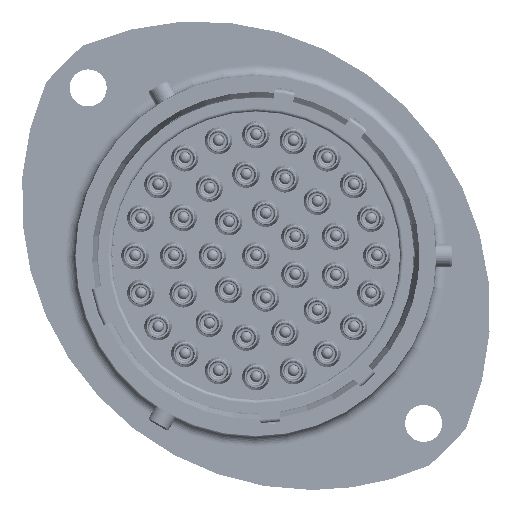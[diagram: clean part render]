
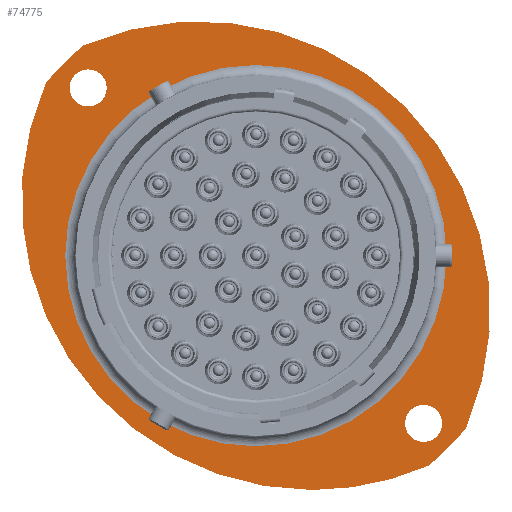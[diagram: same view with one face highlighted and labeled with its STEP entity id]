
A CAD part, left-side view. The second image highlights one B-rep face of the part: STEP entity #74775.
In plain terms, the highlighted planar face has unit normal (-1, 0, 0).
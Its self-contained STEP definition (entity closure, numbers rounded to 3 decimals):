
#841 = DIRECTION ( 'NONE',  ( -1., 0., 0. ) ) ;
#1249 = CIRCLE ( 'NONE', #88130, 1.625 ) ;
#1776 = AXIS2_PLACEMENT_3D ( 'NONE', #70791, #51765, #97839 ) ;
#4415 = CIRCLE ( 'NONE', #93237, 16.72 ) ;
#5160 = DIRECTION ( 'NONE',  ( 0., 0., -1. ) ) ;
#5582 = DIRECTION ( 'NONE',  ( -1., 0., 0. ) ) ;
#7018 = DIRECTION ( 'NONE',  ( 0., 0., 1. ) ) ;
#7514 = EDGE_CURVE ( 'NONE', #101346, #87082, #1249, .T. ) ;
#9107 = CARTESIAN_POINT ( 'NONE',  ( 4.955, 23.057, 18.465 ) ) ;
#11340 = VERTEX_POINT ( 'NONE', #116689 ) ;
#11551 = DIRECTION ( 'NONE',  ( 0., 0., -1. ) ) ;
#12472 = VERTEX_POINT ( 'NONE', #50852 ) ;
#13010 = CIRCLE ( 'NONE', #107965, 25.5 ) ;
#13906 = ORIENTED_EDGE ( 'NONE', *, *, #73970, .T. ) ;
#17098 = DIRECTION ( 'NONE',  ( -1., 0., 0. ) ) ;
#17667 = AXIS2_PLACEMENT_3D ( 'NONE', #57116, #28021, #66001 ) ;
#20479 = CIRCLE ( 'NONE', #109385, 25.5 ) ;
#22882 = FACE_BOUND ( 'NONE', #105364, .T. ) ;
#23493 = VERTEX_POINT ( 'NONE', #65983 ) ;
#23502 = PLANE ( 'NONE',  #68336 ) ;
#24160 = ORIENTED_EDGE ( 'NONE', *, *, #7514, .F. ) ;
#24493 = DIRECTION ( 'NONE',  ( 1., 0., 0. ) ) ;
#24529 = EDGE_CURVE ( 'NONE', #23493, #11340, #59571, .T. ) ;
#28021 = DIRECTION ( 'NONE',  ( 1., 0., 0. ) ) ;
#29110 = VERTEX_POINT ( 'NONE', #46097 ) ;
#30591 = DIRECTION ( 'NONE',  ( 0., 0., -1. ) ) ;
#31308 = CARTESIAN_POINT ( 'NONE',  ( 4.955, 7.911, 0.042 ) ) ;
#36391 = AXIS2_PLACEMENT_3D ( 'NONE', #110537, #51185, #41656 ) ;
#37533 = VERTEX_POINT ( 'NONE', #69512 ) ;
#37591 = VERTEX_POINT ( 'NONE', #109223 ) ;
#37893 = EDGE_CURVE ( 'NONE', #12472, #37591, #70664, .T. ) ;
#41233 = FACE_BOUND ( 'NONE', #56712, .T. ) ;
#41656 = DIRECTION ( 'NONE',  ( 0., 0., -1. ) ) ;
#42759 = EDGE_CURVE ( 'NONE', #37591, #51554, #13010, .T. ) ;
#43436 = EDGE_LOOP ( 'NONE', ( #64336, #121763, #82530, #62343, #55124 ) ) ;
#43974 = EDGE_CURVE ( 'NONE', #87082, #101346, #124298, .T. ) ;
#44294 = AXIS2_PLACEMENT_3D ( 'NONE', #31308, #99562, #117325 ) ;
#44798 = DIRECTION ( 'NONE',  ( -1., 0., 0. ) ) ;
#46097 = CARTESIAN_POINT ( 'NONE',  ( 4.955, 7.911, 16.762 ) ) ;
#46323 = AXIS2_PLACEMENT_3D ( 'NONE', #93619, #17098, #7018 ) ;
#47965 = CIRCLE ( 'NONE', #17667, 16.72 ) ;
#50852 = CARTESIAN_POINT ( 'NONE',  ( 4.955, -7.236, -18.38 ) ) ;
#51185 = DIRECTION ( 'NONE',  ( -1., 0., 0. ) ) ;
#51554 = VERTEX_POINT ( 'NONE', #9107 ) ;
#51765 = DIRECTION ( 'NONE',  ( -1., 0., 0. ) ) ;
#54392 = CIRCLE ( 'NONE', #1776, 1.625 ) ;
#54873 = VERTEX_POINT ( 'NONE', #80582 ) ;
#55124 = ORIENTED_EDGE ( 'NONE', *, *, #86879, .T. ) ;
#56712 = EDGE_LOOP ( 'NONE', ( #100468, #58870 ) ) ;
#57116 = CARTESIAN_POINT ( 'NONE',  ( 4.955, 7.911, 0.042 ) ) ;
#57736 = AXIS2_PLACEMENT_3D ( 'NONE', #96434, #116020, #115383 ) ;
#58870 = ORIENTED_EDGE ( 'NONE', *, *, #24529, .F. ) ;
#59571 = CIRCLE ( 'NONE', #75772, 1.625 ) ;
#59591 = DIRECTION ( 'NONE',  ( 0., 0., -1. ) ) ;
#61485 = CARTESIAN_POINT ( 'NONE',  ( 4.955, 23.731, 0.042 ) ) ;
#62343 = ORIENTED_EDGE ( 'NONE', *, *, #42759, .T. ) ;
#63220 = DIRECTION ( 'NONE',  ( 0., 0., -1. ) ) ;
#64336 = ORIENTED_EDGE ( 'NONE', *, *, #110044, .T. ) ;
#65983 = CARTESIAN_POINT ( 'NONE',  ( 4.955, 22.618, 16.375 ) ) ;
#66001 = DIRECTION ( 'NONE',  ( 0., 0., -1. ) ) ;
#66578 = CARTESIAN_POINT ( 'NONE',  ( 4.955, 7.911, -16.678 ) ) ;
#68336 = AXIS2_PLACEMENT_3D ( 'NONE', #61485, #98076, #59591 ) ;
#69512 = CARTESIAN_POINT ( 'NONE',  ( 4.955, 2.961, -20.508 ) ) ;
#70130 = CARTESIAN_POINT ( 'NONE',  ( 4.955, -6.797, -16.29 ) ) ;
#70664 = CIRCLE ( 'NONE', #44294, 23.85 ) ;
#70791 = CARTESIAN_POINT ( 'NONE',  ( 4.955, 22.618, 14.75 ) ) ;
#71016 = FACE_OUTER_BOUND ( 'NONE', #43436, .T. ) ;
#71804 = EDGE_LOOP ( 'NONE', ( #74239, #24160 ) ) ;
#73970 = EDGE_CURVE ( 'NONE', #29110, #103813, #47965, .T. ) ;
#74239 = ORIENTED_EDGE ( 'NONE', *, *, #43974, .F. ) ;
#74775 = ADVANCED_FACE ( 'NONE', ( #22882, #41233, #89245, #71016 ), #23502, .F. ) ;
#75772 = AXIS2_PLACEMENT_3D ( 'NONE', #92191, #5582, #101667 ) ;
#80582 = CARTESIAN_POINT ( 'NONE',  ( 4.955, 26.333, 15.189 ) ) ;
#82530 = ORIENTED_EDGE ( 'NONE', *, *, #37893, .T. ) ;
#82970 = CARTESIAN_POINT ( 'NONE',  ( 4.955, -6.797, -14.665 ) ) ;
#84677 = CARTESIAN_POINT ( 'NONE',  ( 4.955, 12.86, -4.907 ) ) ;
#86879 = EDGE_CURVE ( 'NONE', #51554, #54873, #88707, .T. ) ;
#87082 = VERTEX_POINT ( 'NONE', #70130 ) ;
#87248 = EDGE_CURVE ( 'NONE', #103813, #29110, #4415, .T. ) ;
#87537 = CARTESIAN_POINT ( 'NONE',  ( 4.955, 2.961, 4.992 ) ) ;
#88130 = AXIS2_PLACEMENT_3D ( 'NONE', #82970, #121442, #5160 ) ;
#88707 = CIRCLE ( 'NONE', #46323, 23.85 ) ;
#88925 = CIRCLE ( 'NONE', #36391, 25.5 ) ;
#89245 = FACE_BOUND ( 'NONE', #71804, .T. ) ;
#91186 = CARTESIAN_POINT ( 'NONE',  ( 4.955, -6.797, -13.04 ) ) ;
#92191 = CARTESIAN_POINT ( 'NONE',  ( 4.955, 22.618, 14.75 ) ) ;
#93237 = AXIS2_PLACEMENT_3D ( 'NONE', #111096, #24493, #11551 ) ;
#93619 = CARTESIAN_POINT ( 'NONE',  ( 4.955, 7.911, 0.042 ) ) ;
#95642 = ORIENTED_EDGE ( 'NONE', *, *, #87248, .T. ) ;
#96434 = CARTESIAN_POINT ( 'NONE',  ( 4.955, -6.797, -14.665 ) ) ;
#97839 = DIRECTION ( 'NONE',  ( 0., 0., -1. ) ) ;
#98076 = DIRECTION ( 'NONE',  ( 1., 0., 0. ) ) ;
#99562 = DIRECTION ( 'NONE',  ( -1., 0., 0. ) ) ;
#100468 = ORIENTED_EDGE ( 'NONE', *, *, #105401, .F. ) ;
#101346 = VERTEX_POINT ( 'NONE', #91186 ) ;
#101667 = DIRECTION ( 'NONE',  ( 0., 0., -1. ) ) ;
#103813 = VERTEX_POINT ( 'NONE', #66578 ) ;
#105364 = EDGE_LOOP ( 'NONE', ( #95642, #13906 ) ) ;
#105401 = EDGE_CURVE ( 'NONE', #11340, #23493, #54392, .T. ) ;
#107965 = AXIS2_PLACEMENT_3D ( 'NONE', #84677, #44798, #63220 ) ;
#109223 = CARTESIAN_POINT ( 'NONE',  ( 4.955, -10.512, -15.104 ) ) ;
#109385 = AXIS2_PLACEMENT_3D ( 'NONE', #87537, #841, #30591 ) ;
#110044 = EDGE_CURVE ( 'NONE', #54873, #37533, #88925, .T. ) ;
#110537 = CARTESIAN_POINT ( 'NONE',  ( 4.955, 2.961, 4.992 ) ) ;
#111096 = CARTESIAN_POINT ( 'NONE',  ( 4.955, 7.911, 0.042 ) ) ;
#115383 = DIRECTION ( 'NONE',  ( 0., 0., -1. ) ) ;
#115446 = EDGE_CURVE ( 'NONE', #37533, #12472, #20479, .T. ) ;
#116020 = DIRECTION ( 'NONE',  ( -1., 0., 0. ) ) ;
#116689 = CARTESIAN_POINT ( 'NONE',  ( 4.955, 22.618, 13.125 ) ) ;
#117325 = DIRECTION ( 'NONE',  ( 0., 0., 1. ) ) ;
#121442 = DIRECTION ( 'NONE',  ( -1., 0., 0. ) ) ;
#121763 = ORIENTED_EDGE ( 'NONE', *, *, #115446, .T. ) ;
#124298 = CIRCLE ( 'NONE', #57736, 1.625 ) ;
